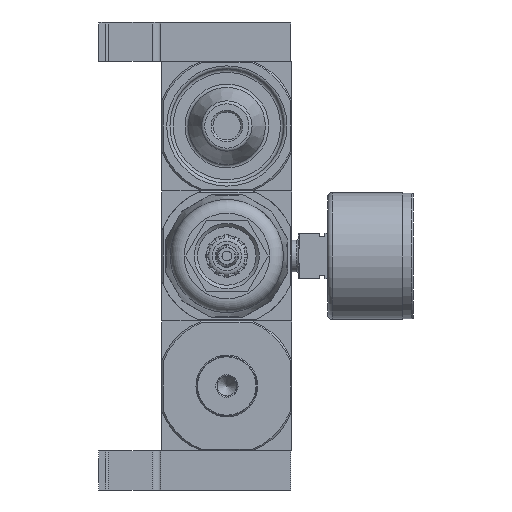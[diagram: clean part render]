
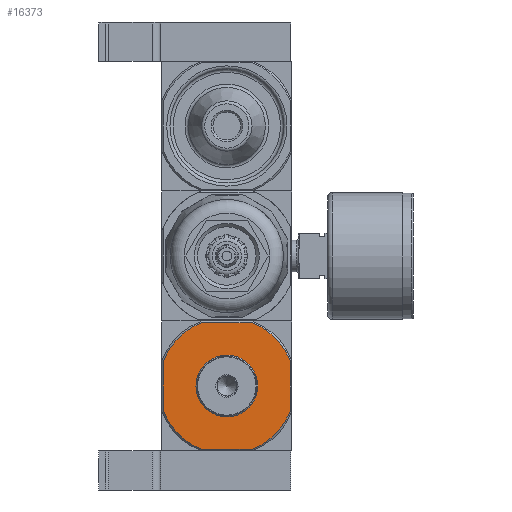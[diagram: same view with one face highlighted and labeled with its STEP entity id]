
A CAD part, front view. The second image highlights one B-rep face of the part: STEP entity #16373.
In plain terms, the highlighted planar face has unit normal (0, -1, 0).
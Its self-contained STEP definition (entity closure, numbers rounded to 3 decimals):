
#1794=CIRCLE('',#22859,9.5);
#1795=CIRCLE('',#22860,21.);
#1796=CIRCLE('',#22861,21.);
#1797=CIRCLE('',#22862,21.);
#1798=CIRCLE('',#22863,21.);
#5989=ORIENTED_EDGE('',*,*,#8489,.F.);
#5990=ORIENTED_EDGE('',*,*,#8490,.T.);
#5991=ORIENTED_EDGE('',*,*,#8491,.F.);
#5992=ORIENTED_EDGE('',*,*,#8485,.T.);
#5993=ORIENTED_EDGE('',*,*,#8492,.F.);
#5994=ORIENTED_EDGE('',*,*,#8493,.F.);
#5995=ORIENTED_EDGE('',*,*,#8494,.F.);
#5996=ORIENTED_EDGE('',*,*,#8495,.F.);
#5997=ORIENTED_EDGE('',*,*,#8496,.F.);
#8485=EDGE_CURVE('',#10135,#10136,#11232,.T.);
#8489=EDGE_CURVE('',#10139,#10139,#1794,.F.);
#8490=EDGE_CURVE('',#10140,#10141,#11234,.T.);
#8491=EDGE_CURVE('',#10135,#10141,#1795,.T.);
#8492=EDGE_CURVE('',#10142,#10136,#1796,.T.);
#8493=EDGE_CURVE('',#10143,#10142,#11235,.T.);
#8494=EDGE_CURVE('',#10144,#10143,#1797,.T.);
#8495=EDGE_CURVE('',#10145,#10144,#11236,.T.);
#8496=EDGE_CURVE('',#10140,#10145,#1798,.T.);
#10135=VERTEX_POINT('',#33428);
#10136=VERTEX_POINT('',#33429);
#10139=VERTEX_POINT('',#33443);
#10140=VERTEX_POINT('',#33445);
#10141=VERTEX_POINT('',#33446);
#10142=VERTEX_POINT('',#33449);
#10143=VERTEX_POINT('',#33451);
#10144=VERTEX_POINT('',#33453);
#10145=VERTEX_POINT('',#33455);
#11232=LINE('',#33427,#12282);
#11234=LINE('',#33444,#12284);
#11235=LINE('',#33450,#12285);
#11236=LINE('',#33454,#12286);
#12282=VECTOR('',#27587,1000.);
#12284=VECTOR('',#27593,1000.);
#12285=VECTOR('',#27598,1000.);
#12286=VECTOR('',#27601,1000.);
#13519=EDGE_LOOP('',(#5989));
#13520=EDGE_LOOP('',(#5990,#5991,#5992,#5993,#5994,#5995,#5996,#5997));
#14838=FACE_BOUND('',#13519,.T.);
#14839=FACE_BOUND('',#13520,.T.);
#15445=PLANE('',#22858);
#16373=ADVANCED_FACE('',(#14838,#14839),#15445,.F.);
#22858=AXIS2_PLACEMENT_3D('',#33441,#27589,#27590);
#22859=AXIS2_PLACEMENT_3D('',#33442,#27591,#27592);
#22860=AXIS2_PLACEMENT_3D('',#33447,#27594,#27595);
#22861=AXIS2_PLACEMENT_3D('',#33448,#27596,#27597);
#22862=AXIS2_PLACEMENT_3D('',#33452,#27599,#27600);
#22863=AXIS2_PLACEMENT_3D('',#33456,#27602,#27603);
#27587=DIRECTION('',(0.,0.,-1.));
#27589=DIRECTION('',(0.,1.,0.));
#27590=DIRECTION('',(0.,0.,1.));
#27591=DIRECTION('',(0.,1.,0.));
#27592=DIRECTION('',(0.,0.,1.));
#27593=DIRECTION('',(-1.,0.,0.));
#27594=DIRECTION('',(0.,1.,0.));
#27595=DIRECTION('',(-1.,0.,0.));
#27596=DIRECTION('',(0.,1.,0.));
#27597=DIRECTION('',(-1.,0.,0.));
#27598=DIRECTION('',(-1.,0.,0.));
#27599=DIRECTION('',(0.,1.,0.));
#27600=DIRECTION('',(-1.,0.,0.));
#27601=DIRECTION('',(0.,0.,-1.));
#27602=DIRECTION('',(0.,1.,0.));
#27603=DIRECTION('',(-1.,0.,0.));
#33427=CARTESIAN_POINT('',(-19.5,-20.,20.));
#33428=CARTESIAN_POINT('',(-19.5,-20.,7.794));
#33429=CARTESIAN_POINT('',(-19.5,-20.,-7.794));
#33441=CARTESIAN_POINT('',(-19.5,-20.,20.));
#33442=CARTESIAN_POINT('',(0.,-20.,0.));
#33443=CARTESIAN_POINT('',(0.,-20.,9.5));
#33444=CARTESIAN_POINT('',(20.,-20.,19.5));
#33445=CARTESIAN_POINT('',(7.794,-20.,19.5));
#33446=CARTESIAN_POINT('',(-7.794,-20.,19.5));
#33447=CARTESIAN_POINT('',(0.,-20.,0.));
#33448=CARTESIAN_POINT('',(0.,-20.,0.));
#33449=CARTESIAN_POINT('',(-7.794,-20.,-19.5));
#33450=CARTESIAN_POINT('',(20.,-20.,-19.5));
#33451=CARTESIAN_POINT('',(7.794,-20.,-19.5));
#33452=CARTESIAN_POINT('',(0.,-20.,0.));
#33453=CARTESIAN_POINT('',(19.5,-20.,-7.794));
#33454=CARTESIAN_POINT('',(19.5,-20.,20.));
#33455=CARTESIAN_POINT('',(19.5,-20.,7.794));
#33456=CARTESIAN_POINT('',(0.,-20.,0.));
